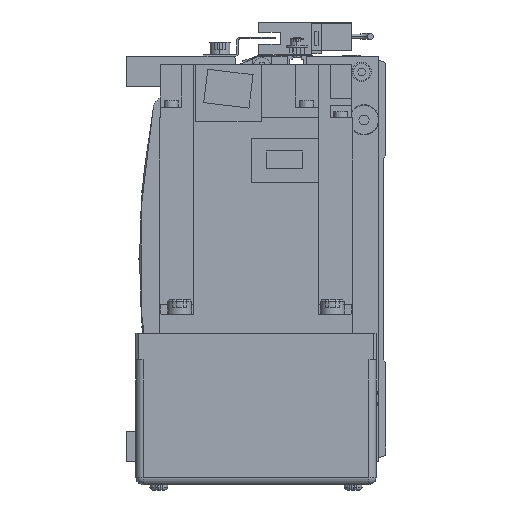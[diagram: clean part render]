
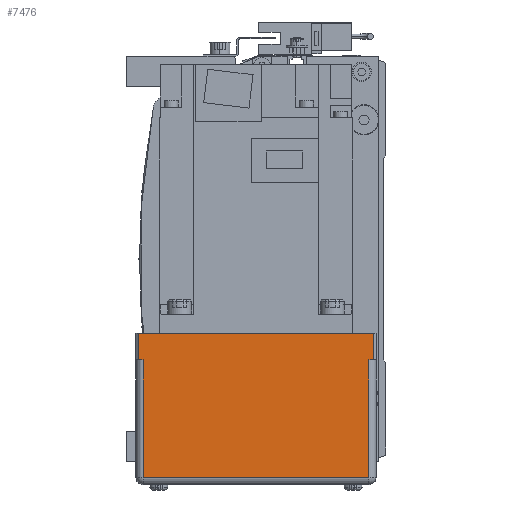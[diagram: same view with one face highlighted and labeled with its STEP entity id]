
A CAD part, left-side view. The second image highlights one B-rep face of the part: STEP entity #7476.
In plain terms, the highlighted planar face has unit normal (-1, 0, 0).
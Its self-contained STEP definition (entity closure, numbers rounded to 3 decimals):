
#427 = ORIENTED_EDGE ( 'NONE', *, *, #23030, .F. ) ;
#1670 = VERTEX_POINT ( 'NONE', #27444 ) ;
#1889 = EDGE_CURVE ( 'NONE', #1670, #21667, #15489, .T. ) ;
#3088 = DIRECTION ( 'NONE',  ( 0., -1., 0. ) ) ;
#3228 = CARTESIAN_POINT ( 'NONE',  ( -189.5, 5., -31. ) ) ;
#5365 = CARTESIAN_POINT ( 'NONE',  ( -189.5, 103., -31. ) ) ;
#5621 = VECTOR ( 'NONE', #20303, 1000. ) ;
#6582 = ORIENTED_EDGE ( 'NONE', *, *, #32337, .T. ) ;
#7037 = LINE ( 'NONE', #20732, #15375 ) ;
#7355 = VECTOR ( 'NONE', #18988, 1000. ) ;
#7476 = ADVANCED_FACE ( 'NONE', ( #44381 ), #13570, .T. ) ;
#8017 = ORIENTED_EDGE ( 'NONE', *, *, #18851, .T. ) ;
#8526 = CARTESIAN_POINT ( 'NONE',  ( -189.5, 7., -94. ) ) ;
#8545 = ORIENTED_EDGE ( 'NONE', *, *, #12512, .T. ) ;
#8988 = DIRECTION ( 'NONE',  ( 0., 0., 1. ) ) ;
#9123 = CARTESIAN_POINT ( 'NONE',  ( -189.5, 101., -94. ) ) ;
#9177 = CARTESIAN_POINT ( 'NONE',  ( -189.5, 7., -42. ) ) ;
#9554 = CARTESIAN_POINT ( 'NONE',  ( -189.5, 103., -42. ) ) ;
#9598 = CARTESIAN_POINT ( 'NONE',  ( -189.5, 7., -91. ) ) ;
#9926 = AXIS2_PLACEMENT_3D ( 'NONE', #9554, #16715, #23237 ) ;
#11179 = CARTESIAN_POINT ( 'NONE',  ( -189.5, 7., -91. ) ) ;
#12512 = EDGE_CURVE ( 'NONE', #12545, #39925, #44454, .T. ) ;
#12545 = VERTEX_POINT ( 'NONE', #12974 ) ;
#12787 = VECTOR ( 'NONE', #3088, 1000. ) ;
#12974 = CARTESIAN_POINT ( 'NONE',  ( -189.5, 103., -42. ) ) ;
#13213 = ORIENTED_EDGE ( 'NONE', *, *, #38159, .F. ) ;
#13570 = PLANE ( 'NONE',  #9926 ) ;
#13824 = ORIENTED_EDGE ( 'NONE', *, *, #1889, .T. ) ;
#15266 = LINE ( 'NONE', #8526, #43958 ) ;
#15284 = CARTESIAN_POINT ( 'NONE',  ( -189.5, 5., -42. ) ) ;
#15375 = VECTOR ( 'NONE', #24319, 1000. ) ;
#15489 = LINE ( 'NONE', #15284, #34611 ) ;
#16279 = VERTEX_POINT ( 'NONE', #37086 ) ;
#16715 = DIRECTION ( 'NONE',  ( -1., 0., 0. ) ) ;
#16907 = CARTESIAN_POINT ( 'NONE',  ( -189.5, 103., -31. ) ) ;
#16991 = CARTESIAN_POINT ( 'NONE',  ( -189.5, 103., -42. ) ) ;
#18851 = EDGE_CURVE ( 'NONE', #21106, #20908, #15266, .T. ) ;
#18988 = DIRECTION ( 'NONE',  ( 0., 0., 1. ) ) ;
#20303 = DIRECTION ( 'NONE',  ( 0., -1., 0. ) ) ;
#20732 = CARTESIAN_POINT ( 'NONE',  ( -189.5, 103., -42. ) ) ;
#20879 = VECTOR ( 'NONE', #35351, 1000. ) ;
#20908 = VERTEX_POINT ( 'NONE', #9177 ) ;
#21106 = VERTEX_POINT ( 'NONE', #11179 ) ;
#21667 = VERTEX_POINT ( 'NONE', #3228 ) ;
#22984 = CARTESIAN_POINT ( 'NONE',  ( -189.5, 101., -42. ) ) ;
#23030 = EDGE_CURVE ( 'NONE', #12545, #25004, #7037, .T. ) ;
#23237 = DIRECTION ( 'NONE',  ( 0., 0., 1. ) ) ;
#23283 = DIRECTION ( 'NONE',  ( 0., -1., 0. ) ) ;
#24319 = DIRECTION ( 'NONE',  ( 0., 0., 1. ) ) ;
#25004 = VERTEX_POINT ( 'NONE', #5365 ) ;
#27196 = VECTOR ( 'NONE', #23283, 1000. ) ;
#27444 = CARTESIAN_POINT ( 'NONE',  ( -189.5, 5., -42. ) ) ;
#28121 = CARTESIAN_POINT ( 'NONE',  ( -189.5, 103., -42. ) ) ;
#28967 = DIRECTION ( 'NONE',  ( 0., 0., 1. ) ) ;
#31231 = ORIENTED_EDGE ( 'NONE', *, *, #36756, .T. ) ;
#32337 = EDGE_CURVE ( 'NONE', #16279, #21106, #33882, .T. ) ;
#33861 = ORIENTED_EDGE ( 'NONE', *, *, #44475, .F. ) ;
#33882 = LINE ( 'NONE', #9598, #27196 ) ;
#34611 = VECTOR ( 'NONE', #8988, 1000. ) ;
#35351 = DIRECTION ( 'NONE',  ( 0., -1., 0. ) ) ;
#36347 = LINE ( 'NONE', #9123, #7355 ) ;
#36756 = EDGE_CURVE ( 'NONE', #20908, #1670, #42520, .T. ) ;
#37086 = CARTESIAN_POINT ( 'NONE',  ( -189.5, 101., -91. ) ) ;
#38159 = EDGE_CURVE ( 'NONE', #16279, #39925, #36347, .T. ) ;
#39925 = VERTEX_POINT ( 'NONE', #22984 ) ;
#40337 = LINE ( 'NONE', #16907, #5621 ) ;
#42471 = EDGE_LOOP ( 'NONE', ( #13213, #6582, #8017, #31231, #13824, #33861, #427, #8545 ) ) ;
#42520 = LINE ( 'NONE', #28121, #20879 ) ;
#43958 = VECTOR ( 'NONE', #28967, 1000. ) ;
#44381 = FACE_OUTER_BOUND ( 'NONE', #42471, .T. ) ;
#44454 = LINE ( 'NONE', #16991, #12787 ) ;
#44475 = EDGE_CURVE ( 'NONE', #25004, #21667, #40337, .T. ) ;
